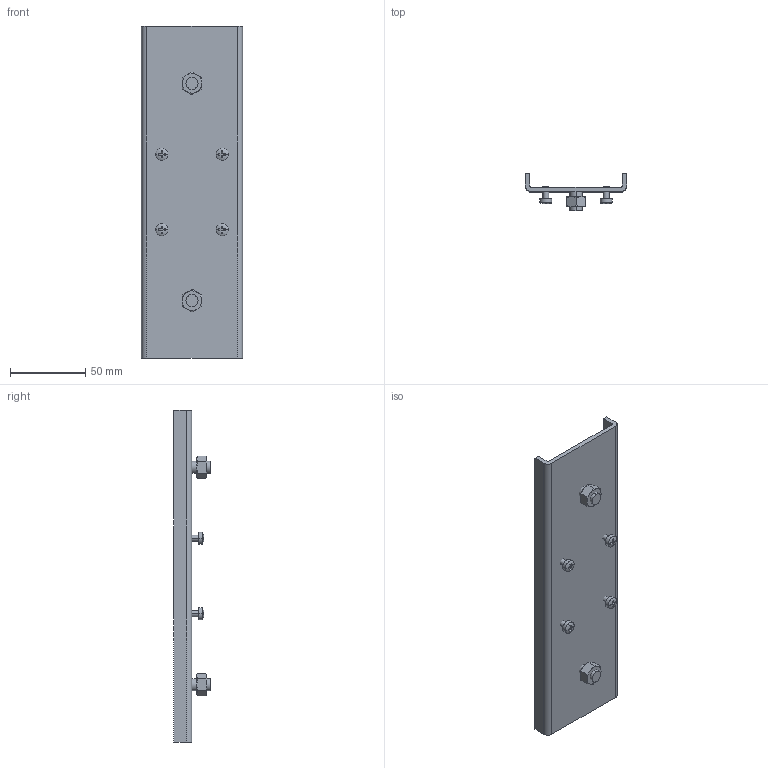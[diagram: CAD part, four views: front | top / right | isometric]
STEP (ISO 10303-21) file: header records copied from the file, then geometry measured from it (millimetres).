
FILE_DESCRIPTION (( 'STEP AP214' ), '1' );
FILE_NAME ('7316603_KSTP1.STEP', '2018-05-10T09:50:30', ( '' ), ( '' ), 'SwSTEP 2.0', 'SolidWorks 2014', '' );
FILE_SCHEMA (( 'AUTOMOTIVE_DESIGN' ));
Length unit declared in the file: millimetre
Products named in the file (5): P_39409405_1_Standard; 053239T1_F黵 Kanal 70110; 7316603_KSTP1; 35104466_Standard; 35010053_Standard
Assembly tree (9 placements, depth 2):
  7316603_KSTP1
    053239T1_F黵 Kanal 70110
    P_39409405_1_Standard  x2
    35010053_Standard  x2
    35104466_Standard  x4
Bounding box: 67 x 24.3 x 220 mm (x, y, z)
Volume: 58884.7 mm3; surface area: 41996 mm2
Topology: 9 solids, 9 shells, 172 faces, 380 edges, 232 vertices
Faces by surface type: plane 92, cylinder 48, bspline 32
Entity records: 3034 total; most frequent: CARTESIAN_POINT 700, ORIENTED_EDGE 304, DIRECTION 260, EDGE_CURVE 152, AXIS2_PLACEMENT_3D 98, VERTEX_POINT 94, UNCERTAINTY_MEASURE_WITH_UNIT 81, SURFACE_SIDE_STYLE 76
